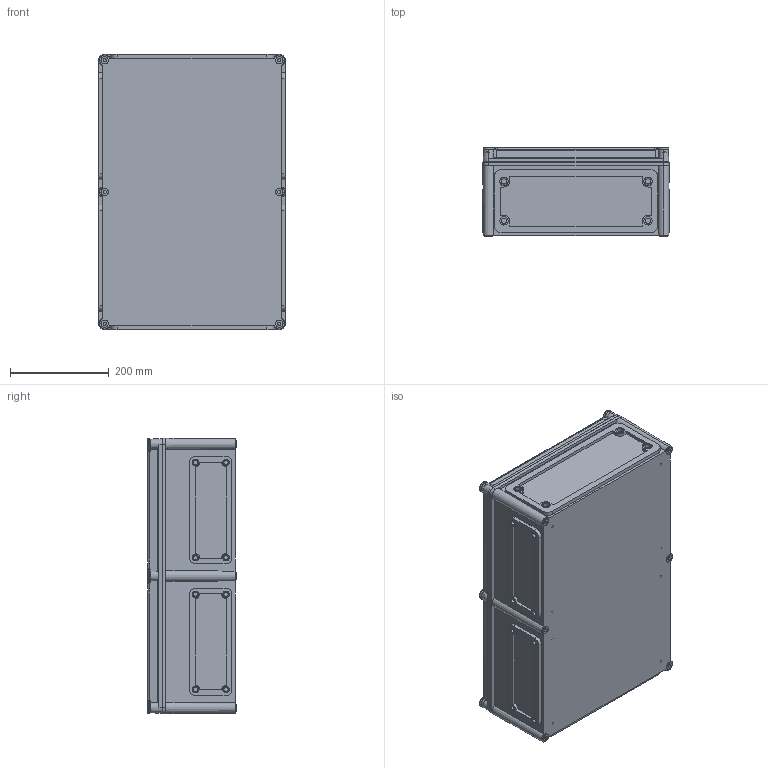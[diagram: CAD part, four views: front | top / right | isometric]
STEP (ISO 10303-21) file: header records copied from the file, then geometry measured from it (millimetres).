
FILE_DESCRIPTION (( 'STEP AP214' ), '1' );
FILE_NAME ('FIBOX_EKUN_180G_2538085.STEP', '2022-12-19T11:14:06', ( 'fiboxadmin' ), ( '' ), 'SwSTEP 2.0', 'SolidWorks 2021', '' );
FILE_SCHEMA (( 'AUTOMOTIVE_DESIGN' ));
Length unit declared in the file: millimetre
Products named in the file (4): CS 10256 Cross head screw; FIBOX_EKUN_180G_2538085; FIBOX_EKU30C; Fibox_EKUN_560x380x150_B
Assembly tree (8 placements, depth 2):
  FIBOX_EKUN_180G_2538085
    Fibox_EKUN_560x380x150_B
    FIBOX_EKU30C
    CS 10256 Cross head screw  x6
Bounding box: 379 x 180 x 559 mm (x, y, z)
Volume: 3142883.1 mm3; surface area: 1580088 mm2
Topology: 8 solids, 8 shells, 1457 faces, 3691 edges, 2333 vertices
Faces by surface type: plane 800, cylinder 420, cone 151, bspline 72, torus 14
Entity records: 28043 total; most frequent: CARTESIAN_POINT 6303, DIRECTION 4247, ORIENTED_EDGE 4082, EDGE_CURVE 2041, AXIS2_PLACEMENT_3D 1608, VERTEX_POINT 1318, LINE 1031, VECTOR 1031
